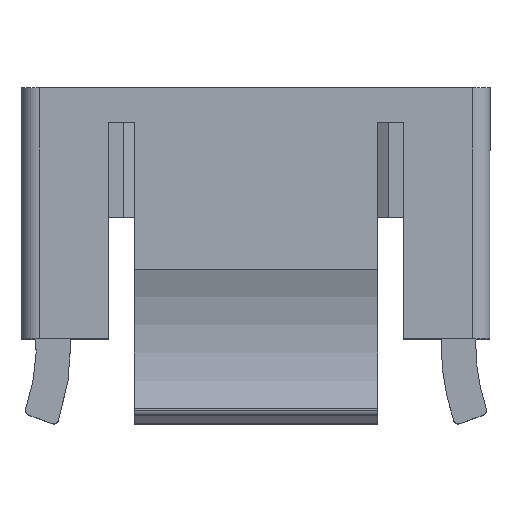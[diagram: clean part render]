
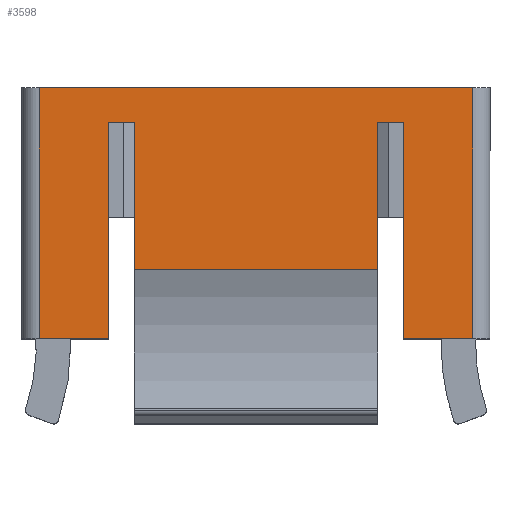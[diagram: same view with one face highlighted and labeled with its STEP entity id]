
A CAD part, top view. The second image highlights one B-rep face of the part: STEP entity #3598.
In plain terms, the highlighted planar face has unit normal (0, 0, 1).
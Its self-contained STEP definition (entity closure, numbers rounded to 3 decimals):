
#96 = VECTOR ( 'NONE', #7333, 1000. ) ;
#161 = ORIENTED_EDGE ( 'NONE', *, *, #4607, .T. ) ;
#310 = VERTEX_POINT ( 'NONE', #3142 ) ;
#335 = VECTOR ( 'NONE', #7348, 1000. ) ;
#345 = DIRECTION ( 'NONE',  ( 1., 0., 0. ) ) ;
#428 = VERTEX_POINT ( 'NONE', #3276 ) ;
#565 = AXIS2_PLACEMENT_3D ( 'NONE', #2179, #3404, #8348 ) ;
#597 = CARTESIAN_POINT ( 'NONE',  ( -8.525, 37.9, 8.55 ) ) ;
#657 = EDGE_CURVE ( 'NONE', #7736, #3051, #982, .T. ) ;
#692 = CARTESIAN_POINT ( 'NONE',  ( -13.525, 37.9, 8.55 ) ) ;
#982 = LINE ( 'NONE', #6470, #96 ) ;
#1080 = CARTESIAN_POINT ( 'NONE',  ( -8.525, 54.9, 8.55 ) ) ;
#1089 = VERTEX_POINT ( 'NONE', #6464 ) ;
#1119 = ORIENTED_EDGE ( 'NONE', *, *, #6375, .T. ) ;
#1301 = ORIENTED_EDGE ( 'NONE', *, *, #5080, .T. ) ;
#1392 = CARTESIAN_POINT ( 'NONE',  ( 7.025, 41.9, 8.55 ) ) ;
#1760 = LINE ( 'NONE', #3751, #4276 ) ;
#1809 = LINE ( 'NONE', #1080, #8821 ) ;
#1936 = CARTESIAN_POINT ( 'NONE',  ( 12.525, 37.9, 8.55 ) ) ;
#2079 = VECTOR ( 'NONE', #4781, 1000. ) ;
#2102 = LINE ( 'NONE', #692, #8190 ) ;
#2111 = VERTEX_POINT ( 'NONE', #8838 ) ;
#2165 = VERTEX_POINT ( 'NONE', #1392 ) ;
#2179 = CARTESIAN_POINT ( 'NONE',  ( -13.525, 37.9, 8.55 ) ) ;
#2304 = LINE ( 'NONE', #4386, #2798 ) ;
#2374 = VECTOR ( 'NONE', #8632, 1000. ) ;
#2503 = ORIENTED_EDGE ( 'NONE', *, *, #6365, .T. ) ;
#2597 = EDGE_CURVE ( 'NONE', #2111, #5758, #1809, .T. ) ;
#2598 = EDGE_CURVE ( 'NONE', #2111, #1089, #3071, .T. ) ;
#2614 = ORIENTED_EDGE ( 'NONE', *, *, #2598, .T. ) ;
#2689 = ORIENTED_EDGE ( 'NONE', *, *, #2597, .F. ) ;
#2798 = VECTOR ( 'NONE', #5161, 1000. ) ;
#3051 = VERTEX_POINT ( 'NONE', #8043 ) ;
#3071 = LINE ( 'NONE', #7252, #5488 ) ;
#3087 = LINE ( 'NONE', #6587, #2374 ) ;
#3142 = CARTESIAN_POINT ( 'NONE',  ( -12.525, 37.9, 8.55 ) ) ;
#3276 = CARTESIAN_POINT ( 'NONE',  ( -7.025, 41.9, 8.55 ) ) ;
#3368 = LINE ( 'NONE', #8232, #2079 ) ;
#3404 = DIRECTION ( 'NONE',  ( 0., 0., 1. ) ) ;
#3418 = DIRECTION ( 'NONE',  ( 1., 0., 0. ) ) ;
#3504 = CARTESIAN_POINT ( 'NONE',  ( 12.525, 52.4, 8.55 ) ) ;
#3519 = ORIENTED_EDGE ( 'NONE', *, *, #7986, .F. ) ;
#3598 = ADVANCED_FACE ( 'NONE', ( #5669 ), #6128, .T. ) ;
#3602 = ORIENTED_EDGE ( 'NONE', *, *, #8389, .T. ) ;
#3695 = DIRECTION ( 'NONE',  ( 0., -1., 0. ) ) ;
#3751 = CARTESIAN_POINT ( 'NONE',  ( -12.525, 37.9, 8.55 ) ) ;
#3796 = CARTESIAN_POINT ( 'NONE',  ( -7.025, 54.9, 8.55 ) ) ;
#4276 = VECTOR ( 'NONE', #5066, 1000. ) ;
#4386 = CARTESIAN_POINT ( 'NONE',  ( 0., 41.9, 8.55 ) ) ;
#4490 = LINE ( 'NONE', #6574, #335 ) ;
#4517 = ORIENTED_EDGE ( 'NONE', *, *, #6053, .T. ) ;
#4525 = LINE ( 'NONE', #3796, #5558 ) ;
#4607 = EDGE_CURVE ( 'NONE', #6570, #7242, #8639, .T. ) ;
#4731 = CARTESIAN_POINT ( 'NONE',  ( 8.525, 37.9, 8.55 ) ) ;
#4781 = DIRECTION ( 'NONE',  ( 0., -1., 0. ) ) ;
#5066 = DIRECTION ( 'NONE',  ( 0., -1., 0. ) ) ;
#5080 = EDGE_CURVE ( 'NONE', #5197, #310, #1760, .T. ) ;
#5116 = DIRECTION ( 'NONE',  ( 0., -1., 0. ) ) ;
#5142 = VECTOR ( 'NONE', #3695, 1000. ) ;
#5161 = DIRECTION ( 'NONE',  ( 1., 0., 0. ) ) ;
#5197 = VERTEX_POINT ( 'NONE', #5294 ) ;
#5255 = EDGE_LOOP ( 'NONE', ( #3602, #161, #7059, #1301, #4517, #2689, #2614, #1119, #2503, #3519, #8734, #5418 ) ) ;
#5294 = CARTESIAN_POINT ( 'NONE',  ( -12.525, 52.4, 8.55 ) ) ;
#5418 = ORIENTED_EDGE ( 'NONE', *, *, #5765, .T. ) ;
#5488 = VECTOR ( 'NONE', #345, 1000. ) ;
#5558 = VECTOR ( 'NONE', #7291, 1000. ) ;
#5669 = FACE_OUTER_BOUND ( 'NONE', #5255, .T. ) ;
#5741 = LINE ( 'NONE', #6599, #5142 ) ;
#5758 = VERTEX_POINT ( 'NONE', #597 ) ;
#5765 = EDGE_CURVE ( 'NONE', #3051, #5904, #3368, .T. ) ;
#5904 = VERTEX_POINT ( 'NONE', #4731 ) ;
#6053 = EDGE_CURVE ( 'NONE', #310, #5758, #4490, .T. ) ;
#6128 = PLANE ( 'NONE',  #565 ) ;
#6365 = EDGE_CURVE ( 'NONE', #428, #2165, #2304, .T. ) ;
#6375 = EDGE_CURVE ( 'NONE', #1089, #428, #4525, .T. ) ;
#6464 = CARTESIAN_POINT ( 'NONE',  ( -7.025, 50.4, 8.55 ) ) ;
#6470 = CARTESIAN_POINT ( 'NONE',  ( 7.025, 50.4, 8.55 ) ) ;
#6570 = VERTEX_POINT ( 'NONE', #1936 ) ;
#6574 = CARTESIAN_POINT ( 'NONE',  ( -13.525, 37.9, 8.55 ) ) ;
#6587 = CARTESIAN_POINT ( 'NONE',  ( 0., 52.4, 8.55 ) ) ;
#6599 = CARTESIAN_POINT ( 'NONE',  ( 7.025, 54.9, 8.55 ) ) ;
#6641 = DIRECTION ( 'NONE',  ( 0., 1., 0. ) ) ;
#7059 = ORIENTED_EDGE ( 'NONE', *, *, #8764, .T. ) ;
#7242 = VERTEX_POINT ( 'NONE', #3504 ) ;
#7252 = CARTESIAN_POINT ( 'NONE',  ( -7.025, 50.4, 8.55 ) ) ;
#7291 = DIRECTION ( 'NONE',  ( 0., -1., 0. ) ) ;
#7321 = CARTESIAN_POINT ( 'NONE',  ( 12.525, 37.9, 8.55 ) ) ;
#7333 = DIRECTION ( 'NONE',  ( 1., 0., 0. ) ) ;
#7340 = VECTOR ( 'NONE', #6641, 1000. ) ;
#7348 = DIRECTION ( 'NONE',  ( 1., 0., 0. ) ) ;
#7736 = VERTEX_POINT ( 'NONE', #8306 ) ;
#7986 = EDGE_CURVE ( 'NONE', #7736, #2165, #5741, .T. ) ;
#8043 = CARTESIAN_POINT ( 'NONE',  ( 8.525, 50.4, 8.55 ) ) ;
#8190 = VECTOR ( 'NONE', #3418, 1000. ) ;
#8232 = CARTESIAN_POINT ( 'NONE',  ( 8.525, 54.9, 8.55 ) ) ;
#8306 = CARTESIAN_POINT ( 'NONE',  ( 7.025, 50.4, 8.55 ) ) ;
#8348 = DIRECTION ( 'NONE',  ( 1., 0., 0. ) ) ;
#8389 = EDGE_CURVE ( 'NONE', #5904, #6570, #2102, .T. ) ;
#8632 = DIRECTION ( 'NONE',  ( -1., 0., 0. ) ) ;
#8639 = LINE ( 'NONE', #7321, #7340 ) ;
#8734 = ORIENTED_EDGE ( 'NONE', *, *, #657, .T. ) ;
#8764 = EDGE_CURVE ( 'NONE', #7242, #5197, #3087, .T. ) ;
#8821 = VECTOR ( 'NONE', #5116, 1000. ) ;
#8838 = CARTESIAN_POINT ( 'NONE',  ( -8.525, 50.4, 8.55 ) ) ;
